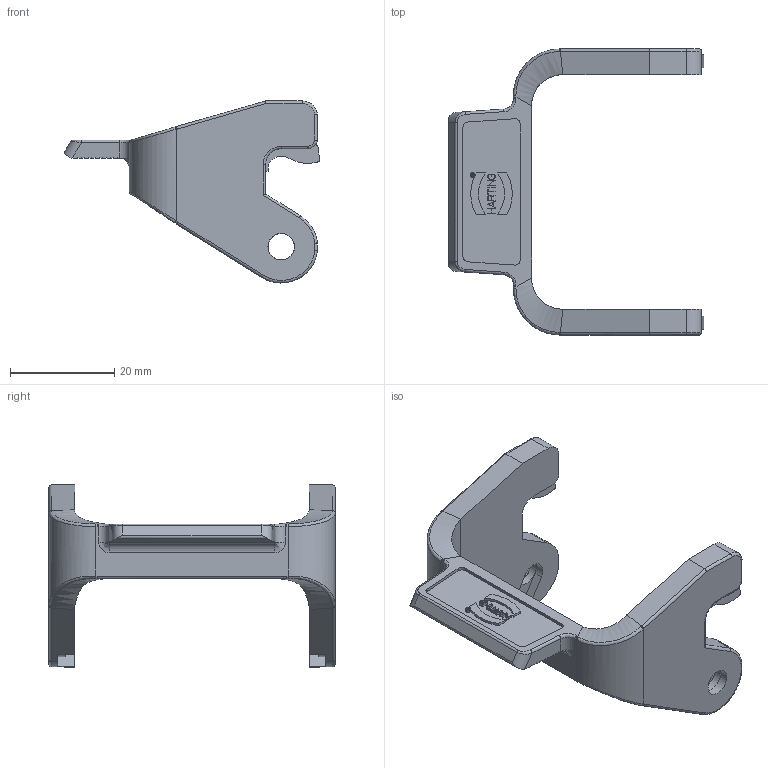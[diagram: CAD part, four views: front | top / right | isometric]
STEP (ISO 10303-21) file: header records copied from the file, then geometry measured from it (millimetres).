
FILE_DESCRIPTION(/* description */ (''),/* implementation_level */ '2;1');
FILE_NAME(/* name */ '100649357ugm000_a.stp',/* time_stamp */ '2015-11-19T11:22:39+01:00',/* author */ (''),/* organization */ (''),/* preprocessor_version */ 'ST-DEVELOPER v15',/* originating_system */ 'SIEMENS PLM Software NX 8.5',/* authorisation */ '');
FILE_SCHEMA (('AUTOMOTIVE_DESIGN { 1 0 10303 214 3 1 1 1 }'));
Length unit declared in the file: millimetre
Products named in the file (1): 100649357ugm000_a
Bounding box: 49.07 x 55 x 35 mm (x, y, z)
Volume: 10316.3 mm3; surface area: 6582.2 mm2
Topology: 1 solids, 1 shells, 303 faces, 800 edges, 516 vertices
Faces by surface type: plane 192, cylinder 78, bspline 31, torus 2
Full cylindrical faces by diameter (mm): 0.76 x1, 0.84 x1, 5.09 x2, 5.1 x2
Entity records: 12451 total; most frequent: CARTESIAN_POINT 2975, ORIENTED_EDGE 1580, DIRECTION 1413, EDGE_CURVE 790, LINE 569, VECTOR 569, VERTEX_POINT 511, AXIS2_PLACEMENT_3D 422
